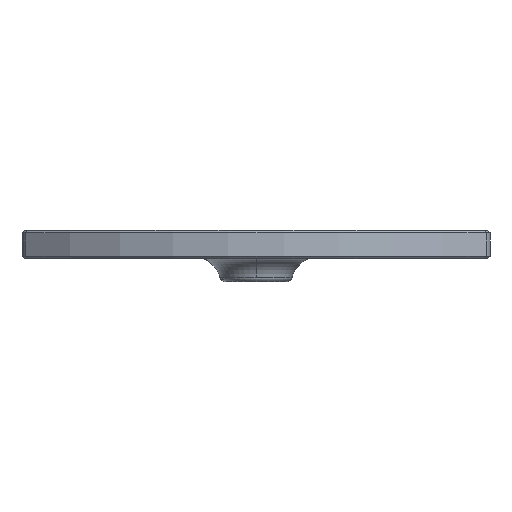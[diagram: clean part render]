
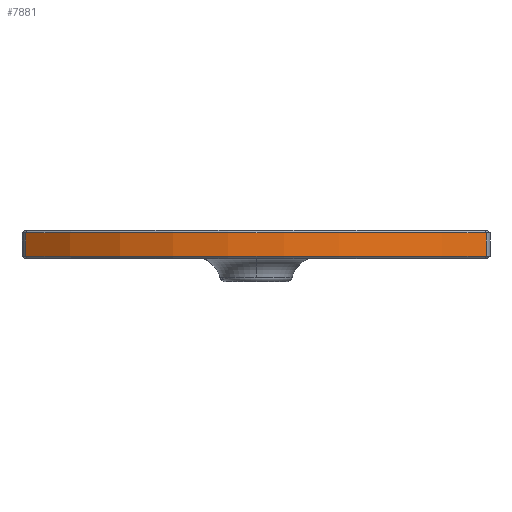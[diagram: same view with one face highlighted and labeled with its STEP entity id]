
A CAD part, front view. The second image highlights one B-rep face of the part: STEP entity #7881.
In plain terms, the highlighted cylindrical face has radius 72 mm (diameter 144 mm), a partial arc.
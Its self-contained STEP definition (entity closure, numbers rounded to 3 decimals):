
#414 = EDGE_CURVE ( 'NONE', #11600, #3989, #1588, .T. ) ;
#833 = CARTESIAN_POINT ( 'NONE',  ( 0., 0., 0.5 ) ) ;
#1011 = DIRECTION ( 'NONE',  ( 0., 0., -1. ) ) ;
#1344 = EDGE_CURVE ( 'NONE', #1694, #9979, #7020, .T. ) ;
#1588 = LINE ( 'NONE', #9507, #3324 ) ;
#1647 = DIRECTION ( 'NONE',  ( 0., 0., 1. ) ) ;
#1694 = VERTEX_POINT ( 'NONE', #2584 ) ;
#1713 = ORIENTED_EDGE ( 'NONE', *, *, #1344, .F. ) ;
#2106 = EDGE_LOOP ( 'NONE', ( #7344, #2216, #8040, #1713 ) ) ;
#2216 = ORIENTED_EDGE ( 'NONE', *, *, #414, .F. ) ;
#2432 = DIRECTION ( 'NONE',  ( 0., 0., 1. ) ) ;
#2560 = CARTESIAN_POINT ( 'NONE',  ( 48.561, -53.158, 0. ) ) ;
#2584 = CARTESIAN_POINT ( 'NONE',  ( 48.561, -53.158, 5.5 ) ) ;
#3173 = AXIS2_PLACEMENT_3D ( 'NONE', #10882, #8258, #4742 ) ;
#3324 = VECTOR ( 'NONE', #1647, 1000. ) ;
#3437 = DIRECTION ( 'NONE',  ( 0., 0., -1. ) ) ;
#3989 = VERTEX_POINT ( 'NONE', #8458 ) ;
#4123 = CIRCLE ( 'NONE', #6189, 72. ) ;
#4742 = DIRECTION ( 'NONE',  ( -0.7, -0.715, 0. ) ) ;
#4957 = EDGE_CURVE ( 'NONE', #9979, #11600, #4123, .T. ) ;
#6009 = DIRECTION ( 'NONE',  ( -0.7, -0.715, 0. ) ) ;
#6189 = AXIS2_PLACEMENT_3D ( 'NONE', #833, #1011, #10755 ) ;
#6888 = FACE_OUTER_BOUND ( 'NONE', #2106, .T. ) ;
#7017 = VECTOR ( 'NONE', #3437, 1000. ) ;
#7020 = LINE ( 'NONE', #2560, #7017 ) ;
#7272 = CARTESIAN_POINT ( 'NONE',  ( 48.561, -53.158, 0.5 ) ) ;
#7344 = ORIENTED_EDGE ( 'NONE', *, *, #10907, .F. ) ;
#7881 = ADVANCED_FACE ( 'NONE', ( #6888 ), #10448, .T. ) ;
#8040 = ORIENTED_EDGE ( 'NONE', *, *, #4957, .F. ) ;
#8258 = DIRECTION ( 'NONE',  ( 0., 0., 1. ) ) ;
#8458 = CARTESIAN_POINT ( 'NONE',  ( -48.561, -53.158, 5.5 ) ) ;
#9507 = CARTESIAN_POINT ( 'NONE',  ( -48.561, -53.158, 0. ) ) ;
#9578 = CARTESIAN_POINT ( 'NONE',  ( 0., 0., 0. ) ) ;
#9979 = VERTEX_POINT ( 'NONE', #7272 ) ;
#9987 = AXIS2_PLACEMENT_3D ( 'NONE', #9578, #2432, #6009 ) ;
#10167 = CIRCLE ( 'NONE', #3173, 72. ) ;
#10448 = CYLINDRICAL_SURFACE ( 'NONE', #9987, 72. ) ;
#10755 = DIRECTION ( 'NONE',  ( -0.7, -0.715, 0. ) ) ;
#10882 = CARTESIAN_POINT ( 'NONE',  ( 0., 0., 5.5 ) ) ;
#10907 = EDGE_CURVE ( 'NONE', #3989, #1694, #10167, .T. ) ;
#11131 = CARTESIAN_POINT ( 'NONE',  ( -48.561, -53.158, 0.5 ) ) ;
#11600 = VERTEX_POINT ( 'NONE', #11131 ) ;
